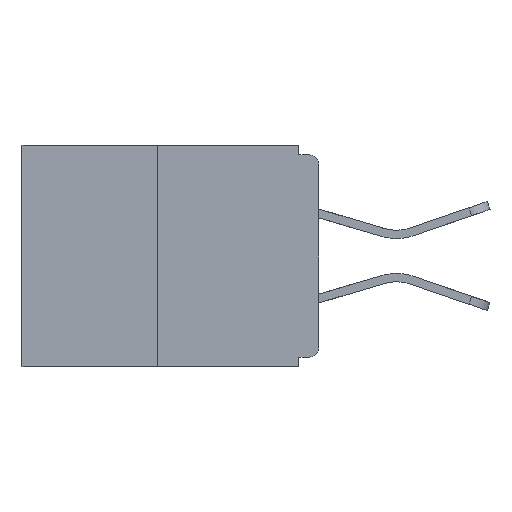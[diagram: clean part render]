
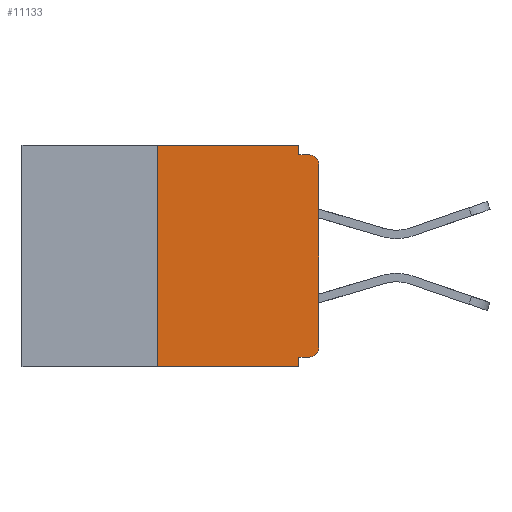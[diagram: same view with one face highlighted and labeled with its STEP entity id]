
A CAD part, left-side view. The second image highlights one B-rep face of the part: STEP entity #11133.
In plain terms, the highlighted planar face has unit normal (-1, 0, 0).
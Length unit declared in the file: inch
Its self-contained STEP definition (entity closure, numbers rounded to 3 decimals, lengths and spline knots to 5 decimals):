
#12 = ORIENTED_EDGE ( 'NONE', *, *, #3820, .F. ) ;
#530 = DIRECTION ( 'NONE',  ( 0., 1., 0. ) ) ;
#542 = LINE ( 'NONE', #4569, #8900 ) ;
#552 = DIRECTION ( 'NONE',  ( -1., 0., 0. ) ) ;
#705 = CARTESIAN_POINT ( 'NONE',  ( 0., 0.031, -0.343 ) ) ;
#843 = EDGE_CURVE ( 'NONE', #1727, #5341, #10384, .T. ) ;
#879 = AXIS2_PLACEMENT_3D ( 'NONE', #8056, #12797, #14629 ) ;
#1043 = ORIENTED_EDGE ( 'NONE', *, *, #2436, .T. ) ;
#1387 = ORIENTED_EDGE ( 'NONE', *, *, #3453, .T. ) ;
#1466 = DIRECTION ( 'NONE',  ( -1., 0., 0. ) ) ;
#1626 = VECTOR ( 'NONE', #21258, 39.37008 ) ;
#1686 = VERTEX_POINT ( 'NONE', #9821 ) ;
#1727 = VERTEX_POINT ( 'NONE', #5421 ) ;
#2033 = CARTESIAN_POINT ( 'NONE',  ( 0., 0., -0.015 ) ) ;
#2436 = EDGE_CURVE ( 'NONE', #10713, #6551, #5360, .T. ) ;
#2470 = LINE ( 'NONE', #12582, #19120 ) ;
#2850 = LINE ( 'NONE', #4602, #18972 ) ;
#3003 = CARTESIAN_POINT ( 'NONE',  ( 0., 0.015, -0.313 ) ) ;
#3009 = VERTEX_POINT ( 'NONE', #14928 ) ;
#3453 = EDGE_CURVE ( 'NONE', #3009, #5341, #15220, .T. ) ;
#3607 = EDGE_CURVE ( 'NONE', #12794, #1727, #2470, .T. ) ;
#3820 = EDGE_CURVE ( 'NONE', #18066, #10160, #18843, .T. ) ;
#3855 = DIRECTION ( 'NONE',  ( 0., 0., -1. ) ) ;
#4550 = VECTOR ( 'NONE', #7424, 39.37008 ) ;
#4569 = CARTESIAN_POINT ( 'NONE',  ( 0., 0.25, 0. ) ) ;
#4602 = CARTESIAN_POINT ( 'NONE',  ( 0., 0.031, 0. ) ) ;
#4643 = CARTESIAN_POINT ( 'NONE',  ( 0., 0.46, 0. ) ) ;
#5255 = EDGE_CURVE ( 'NONE', #6551, #10160, #13195, .T. ) ;
#5341 = VERTEX_POINT ( 'NONE', #705 ) ;
#5360 = LINE ( 'NONE', #12289, #9546 ) ;
#5421 = CARTESIAN_POINT ( 'NONE',  ( 0., 0.031, -0.328 ) ) ;
#6551 = VERTEX_POINT ( 'NONE', #9799 ) ;
#6695 = ORIENTED_EDGE ( 'NONE', *, *, #9498, .F. ) ;
#6826 = FACE_OUTER_BOUND ( 'NONE', #14373, .T. ) ;
#7121 = CARTESIAN_POINT ( 'NONE',  ( 0., 0.031, -0.015 ) ) ;
#7424 = DIRECTION ( 'NONE',  ( 0., -1., 0. ) ) ;
#7799 = VECTOR ( 'NONE', #15438, 39.37008 ) ;
#8056 = CARTESIAN_POINT ( 'NONE',  ( 0., 0.46, 0. ) ) ;
#8666 = EDGE_CURVE ( 'NONE', #1686, #18624, #9442, .T. ) ;
#8900 = VECTOR ( 'NONE', #19662, 39.37008 ) ;
#9442 = LINE ( 'NONE', #4643, #1626 ) ;
#9498 = EDGE_CURVE ( 'NONE', #3009, #1686, #542, .T. ) ;
#9546 = VECTOR ( 'NONE', #12499, 39.37008 ) ;
#9644 = CARTESIAN_POINT ( 'NONE',  ( 0., 0.031, 0. ) ) ;
#9799 = CARTESIAN_POINT ( 'NONE',  ( 0., 0., -0.03 ) ) ;
#9816 = EDGE_CURVE ( 'NONE', #12794, #10713, #11192, .T. ) ;
#9821 = CARTESIAN_POINT ( 'NONE',  ( 0., 0.25, 0. ) ) ;
#10160 = VERTEX_POINT ( 'NONE', #21000 ) ;
#10384 = LINE ( 'NONE', #17045, #7799 ) ;
#10543 = VECTOR ( 'NONE', #12455, 39.37008 ) ;
#10713 = VERTEX_POINT ( 'NONE', #11084 ) ;
#10822 = ORIENTED_EDGE ( 'NONE', *, *, #9816, .T. ) ;
#11084 = CARTESIAN_POINT ( 'NONE',  ( 0., 0., -0.313 ) ) ;
#11133 = ADVANCED_FACE ( 'NONE', ( #6826 ), #19494, .F. ) ;
#11192 = CIRCLE ( 'NONE', #14815, 0.015 ) ;
#12289 = CARTESIAN_POINT ( 'NONE',  ( 0., 0., 0. ) ) ;
#12455 = DIRECTION ( 'NONE',  ( 0., -1., 0. ) ) ;
#12499 = DIRECTION ( 'NONE',  ( 0., 0., 1. ) ) ;
#12560 = ORIENTED_EDGE ( 'NONE', *, *, #13172, .F. ) ;
#12582 = CARTESIAN_POINT ( 'NONE',  ( 0., 0., -0.328 ) ) ;
#12794 = VERTEX_POINT ( 'NONE', #13554 ) ;
#12797 = DIRECTION ( 'NONE',  ( 1., 0., 0. ) ) ;
#12852 = DIRECTION ( 'NONE',  ( 0., 0., -1. ) ) ;
#13088 = ORIENTED_EDGE ( 'NONE', *, *, #3607, .F. ) ;
#13172 = EDGE_CURVE ( 'NONE', #18624, #18066, #2850, .T. ) ;
#13195 = CIRCLE ( 'NONE', #14107, 0.015 ) ;
#13554 = CARTESIAN_POINT ( 'NONE',  ( 0., 0.015, -0.328 ) ) ;
#13807 = CARTESIAN_POINT ( 'NONE',  ( 0., 0.015, -0.03 ) ) ;
#14107 = AXIS2_PLACEMENT_3D ( 'NONE', #13807, #552, #3855 ) ;
#14373 = EDGE_LOOP ( 'NONE', ( #19972, #6695, #1387, #16496, #13088, #10822, #1043, #19871, #12, #12560 ) ) ;
#14629 = DIRECTION ( 'NONE',  ( 0., 0., -1. ) ) ;
#14783 = DIRECTION ( 'NONE',  ( 0., 0., -1. ) ) ;
#14815 = AXIS2_PLACEMENT_3D ( 'NONE', #3003, #1466, #14783 ) ;
#14928 = CARTESIAN_POINT ( 'NONE',  ( 0., 0.25, -0.343 ) ) ;
#15220 = LINE ( 'NONE', #19022, #10543 ) ;
#15438 = DIRECTION ( 'NONE',  ( 0., 0., -1. ) ) ;
#16496 = ORIENTED_EDGE ( 'NONE', *, *, #843, .F. ) ;
#17045 = CARTESIAN_POINT ( 'NONE',  ( 0., 0.031, -0.343 ) ) ;
#18066 = VERTEX_POINT ( 'NONE', #7121 ) ;
#18624 = VERTEX_POINT ( 'NONE', #9644 ) ;
#18843 = LINE ( 'NONE', #2033, #4550 ) ;
#18972 = VECTOR ( 'NONE', #12852, 39.37008 ) ;
#19022 = CARTESIAN_POINT ( 'NONE',  ( 0., 0.46, -0.343 ) ) ;
#19120 = VECTOR ( 'NONE', #530, 39.37008 ) ;
#19494 = PLANE ( 'NONE',  #879 ) ;
#19662 = DIRECTION ( 'NONE',  ( 0., 0., 1. ) ) ;
#19871 = ORIENTED_EDGE ( 'NONE', *, *, #5255, .T. ) ;
#19972 = ORIENTED_EDGE ( 'NONE', *, *, #8666, .F. ) ;
#21000 = CARTESIAN_POINT ( 'NONE',  ( 0., 0.015, -0.015 ) ) ;
#21258 = DIRECTION ( 'NONE',  ( 0., -1., 0. ) ) ;
